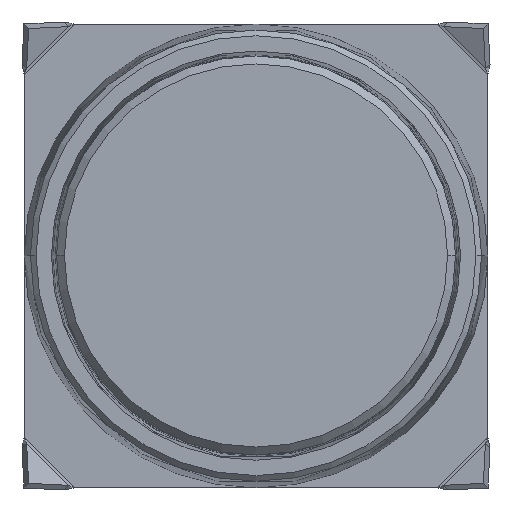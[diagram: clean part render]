
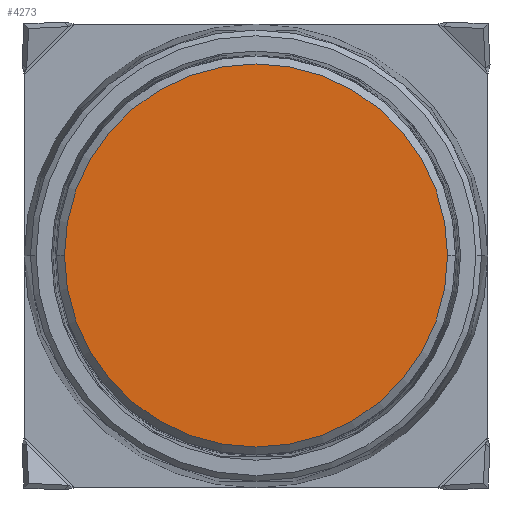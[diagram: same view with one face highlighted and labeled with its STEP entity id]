
A CAD part, top view. The second image highlights one B-rep face of the part: STEP entity #4273.
In plain terms, the highlighted planar face has unit normal (0, 0, 1).
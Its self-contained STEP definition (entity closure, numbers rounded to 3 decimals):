
#47 = DIRECTION ( 'NONE',  ( 0., 0., 1. ) ) ;
#333 = EDGE_CURVE ( 'NONE', #10161, #5749, #3970, .T. ) ;
#919 = DIRECTION ( 'NONE',  ( 0., 0., 1. ) ) ;
#991 = ORIENTED_EDGE ( 'NONE', *, *, #10103, .T. ) ;
#1283 = ORIENTED_EDGE ( 'NONE', *, *, #333, .T. ) ;
#2779 = CARTESIAN_POINT ( 'NONE',  ( -7.485, -7.485, 0. ) ) ;
#3134 = CIRCLE ( 'NONE', #10669, 7.396 ) ;
#3970 = CIRCLE ( 'NONE', #9785, 7.396 ) ;
#4163 = DIRECTION ( 'NONE',  ( -1., 0., 0. ) ) ;
#4273 = ADVANCED_FACE ( 'NONE', ( #7903 ), #12026, .T. ) ;
#4502 = AXIS2_PLACEMENT_3D ( 'NONE', #2779, #6884, #11020 ) ;
#5027 = DIRECTION ( 'NONE',  ( -1., 0., 0. ) ) ;
#5749 = VERTEX_POINT ( 'NONE', #9815 ) ;
#5804 = EDGE_LOOP ( 'NONE', ( #991, #1283 ) ) ;
#6884 = DIRECTION ( 'NONE',  ( 0., 0., 1. ) ) ;
#7903 = FACE_OUTER_BOUND ( 'NONE', #5804, .T. ) ;
#9297 = CARTESIAN_POINT ( 'NONE',  ( 0., 0., 0. ) ) ;
#9785 = AXIS2_PLACEMENT_3D ( 'NONE', #9297, #47, #4163 ) ;
#9815 = CARTESIAN_POINT ( 'NONE',  ( -7.396, 0., 0. ) ) ;
#10103 = EDGE_CURVE ( 'NONE', #5749, #10161, #3134, .T. ) ;
#10161 = VERTEX_POINT ( 'NONE', #11317 ) ;
#10168 = CARTESIAN_POINT ( 'NONE',  ( 0., 0., 0. ) ) ;
#10669 = AXIS2_PLACEMENT_3D ( 'NONE', #10168, #919, #5027 ) ;
#11020 = DIRECTION ( 'NONE',  ( 1., 0., 0. ) ) ;
#11317 = CARTESIAN_POINT ( 'NONE',  ( 7.396, 0., 0. ) ) ;
#12026 = PLANE ( 'NONE',  #4502 ) ;
